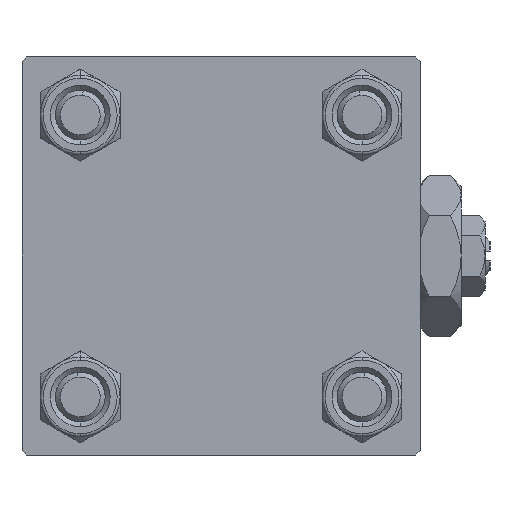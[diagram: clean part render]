
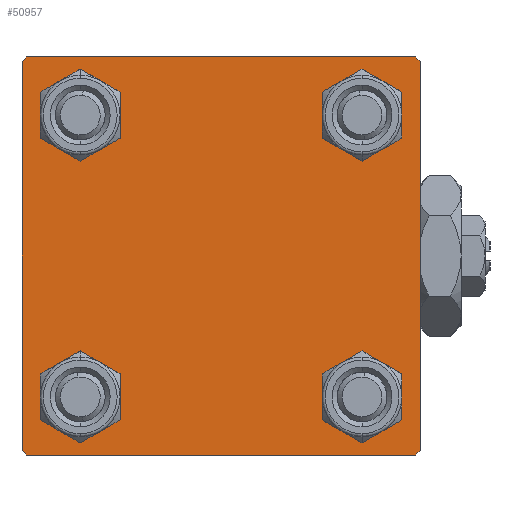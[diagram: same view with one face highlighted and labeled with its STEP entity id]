
A CAD part, left-side view. The second image highlights one B-rep face of the part: STEP entity #50957.
In plain terms, the highlighted planar face has unit normal (-1, 0, 0).
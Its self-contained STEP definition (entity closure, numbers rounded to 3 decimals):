
#68 = VERTEX_POINT ( 'NONE', #11905 ) ;
#875 = ORIENTED_EDGE ( 'NONE', *, *, #24421, .T. ) ;
#933 = DIRECTION ( 'NONE',  ( 0., 0., 1. ) ) ;
#1014 = AXIS2_PLACEMENT_3D ( 'NONE', #19051, #15371, #46814 ) ;
#1264 = DIRECTION ( 'NONE',  ( 0., 0., -1. ) ) ;
#1781 = DIRECTION ( 'NONE',  ( 0., 0.707, 0.707 ) ) ;
#1910 = EDGE_LOOP ( 'NONE', ( #18862, #24304 ) ) ;
#2033 = AXIS2_PLACEMENT_3D ( 'NONE', #41084, #44774, #933 ) ;
#2165 = DIRECTION ( 'NONE',  ( 0., 0., 1. ) ) ;
#4108 = EDGE_CURVE ( 'NONE', #21048, #6360, #5399, .T. ) ;
#4765 = DIRECTION ( 'NONE',  ( 0., 0., 1. ) ) ;
#4771 = CARTESIAN_POINT ( 'NONE',  ( 0., 14.15, -17.15 ) ) ;
#5399 = CIRCLE ( 'NONE', #2033, 3. ) ;
#5601 = CARTESIAN_POINT ( 'NONE',  ( 0., -14.15, -14.15 ) ) ;
#5715 = CARTESIAN_POINT ( 'NONE',  ( 0., 19.5, -20. ) ) ;
#6092 = CIRCLE ( 'NONE', #1014, 3. ) ;
#6111 = VERTEX_POINT ( 'NONE', #24385 ) ;
#6115 = PLANE ( 'NONE',  #42913 ) ;
#6183 = ORIENTED_EDGE ( 'NONE', *, *, #10280, .T. ) ;
#6360 = VERTEX_POINT ( 'NONE', #4771 ) ;
#6883 = FACE_BOUND ( 'NONE', #7524, .T. ) ;
#7069 = VERTEX_POINT ( 'NONE', #29319 ) ;
#7264 = EDGE_CURVE ( 'NONE', #9504, #31700, #45055, .T. ) ;
#7524 = EDGE_LOOP ( 'NONE', ( #43933, #36601 ) ) ;
#7557 = ORIENTED_EDGE ( 'NONE', *, *, #33879, .T. ) ;
#7901 = CARTESIAN_POINT ( 'NONE',  ( 0., 19.75, 19.75 ) ) ;
#8130 = ORIENTED_EDGE ( 'NONE', *, *, #36791, .T. ) ;
#8398 = DIRECTION ( 'NONE',  ( 0., 0., 1. ) ) ;
#9296 = LINE ( 'NONE', #33067, #47447 ) ;
#9374 = CARTESIAN_POINT ( 'NONE',  ( 0., -19.5, -20. ) ) ;
#9504 = VERTEX_POINT ( 'NONE', #5715 ) ;
#9616 = VECTOR ( 'NONE', #15301, 1000. ) ;
#9680 = CARTESIAN_POINT ( 'NONE',  ( 0., -19.75, 19.75 ) ) ;
#10027 = CIRCLE ( 'NONE', #31926, 3. ) ;
#10280 = EDGE_CURVE ( 'NONE', #29520, #10704, #29751, .T. ) ;
#10704 = VERTEX_POINT ( 'NONE', #29038 ) ;
#11101 = CARTESIAN_POINT ( 'NONE',  ( 0., -20., -19.5 ) ) ;
#11554 = DIRECTION ( 'NONE',  ( 0., 0., 1. ) ) ;
#11905 = CARTESIAN_POINT ( 'NONE',  ( 0., 19.5, 20. ) ) ;
#12501 = ORIENTED_EDGE ( 'NONE', *, *, #20847, .F. ) ;
#12612 = CARTESIAN_POINT ( 'NONE',  ( 0., 20., 20. ) ) ;
#13217 = ORIENTED_EDGE ( 'NONE', *, *, #30692, .T. ) ;
#13425 = DIRECTION ( 'NONE',  ( 0., 0., 1. ) ) ;
#13789 = VERTEX_POINT ( 'NONE', #24265 ) ;
#13915 = DIRECTION ( 'NONE',  ( 0., 0., -1. ) ) ;
#14458 = VERTEX_POINT ( 'NONE', #50350 ) ;
#14644 = AXIS2_PLACEMENT_3D ( 'NONE', #19464, #52220, #11554 ) ;
#14672 = CARTESIAN_POINT ( 'NONE',  ( 0., 14.15, 17.15 ) ) ;
#14760 = AXIS2_PLACEMENT_3D ( 'NONE', #20164, #28866, #41041 ) ;
#15301 = DIRECTION ( 'NONE',  ( 0., -1., 0. ) ) ;
#15371 = DIRECTION ( 'NONE',  ( 1., 0., 0. ) ) ;
#16161 = AXIS2_PLACEMENT_3D ( 'NONE', #33233, #29261, #13425 ) ;
#16266 = VERTEX_POINT ( 'NONE', #35251 ) ;
#16680 = CARTESIAN_POINT ( 'NONE',  ( 0., 20., -19.5 ) ) ;
#17594 = VERTEX_POINT ( 'NONE', #16680 ) ;
#18001 = FACE_OUTER_BOUND ( 'NONE', #36470, .T. ) ;
#18862 = ORIENTED_EDGE ( 'NONE', *, *, #4108, .T. ) ;
#19026 = CARTESIAN_POINT ( 'NONE',  ( 0., 0., 0. ) ) ;
#19051 = CARTESIAN_POINT ( 'NONE',  ( 0., 14.15, -14.15 ) ) ;
#19464 = CARTESIAN_POINT ( 'NONE',  ( 0., 14.15, 14.15 ) ) ;
#19753 = ORIENTED_EDGE ( 'NONE', *, *, #29178, .T. ) ;
#20164 = CARTESIAN_POINT ( 'NONE',  ( 0., -14.15, -14.15 ) ) ;
#20847 = EDGE_CURVE ( 'NONE', #29520, #29567, #33987, .T. ) ;
#21048 = VERTEX_POINT ( 'NONE', #21699 ) ;
#21383 = VECTOR ( 'NONE', #24276, 1000. ) ;
#21699 = CARTESIAN_POINT ( 'NONE',  ( 0., 14.15, -11.15 ) ) ;
#22109 = VECTOR ( 'NONE', #1264, 1000. ) ;
#22972 = AXIS2_PLACEMENT_3D ( 'NONE', #36660, #48557, #8398 ) ;
#23921 = VERTEX_POINT ( 'NONE', #29158 ) ;
#24265 = CARTESIAN_POINT ( 'NONE',  ( 0., -14.15, -11.15 ) ) ;
#24276 = DIRECTION ( 'NONE',  ( 0., 0.707, -0.707 ) ) ;
#24304 = ORIENTED_EDGE ( 'NONE', *, *, #25159, .T. ) ;
#24385 = CARTESIAN_POINT ( 'NONE',  ( 0., 20., 19.5 ) ) ;
#24421 = EDGE_CURVE ( 'NONE', #16266, #40348, #36400, .T. ) ;
#25159 = EDGE_CURVE ( 'NONE', #6360, #21048, #6092, .T. ) ;
#25509 = EDGE_LOOP ( 'NONE', ( #8130, #38554 ) ) ;
#26299 = CARTESIAN_POINT ( 'NONE',  ( 0., -20., 20. ) ) ;
#27306 = EDGE_CURVE ( 'NONE', #23921, #14458, #45760, .T. ) ;
#27867 = EDGE_CURVE ( 'NONE', #14458, #23921, #48325, .T. ) ;
#27928 = DIRECTION ( 'NONE',  ( 0., -1., 0. ) ) ;
#28866 = DIRECTION ( 'NONE',  ( 1., 0., 0. ) ) ;
#29038 = CARTESIAN_POINT ( 'NONE',  ( 0., -19.5, 20. ) ) ;
#29158 = CARTESIAN_POINT ( 'NONE',  ( 0., -14.15, 11.15 ) ) ;
#29178 = EDGE_CURVE ( 'NONE', #17594, #9504, #36356, .T. ) ;
#29182 = ORIENTED_EDGE ( 'NONE', *, *, #7264, .T. ) ;
#29237 = LINE ( 'NONE', #12612, #22109 ) ;
#29261 = DIRECTION ( 'NONE',  ( 1., 0., 0. ) ) ;
#29319 = CARTESIAN_POINT ( 'NONE',  ( 0., -14.15, -17.15 ) ) ;
#29364 = DIRECTION ( 'NONE',  ( 1., 0., 0. ) ) ;
#29520 = VERTEX_POINT ( 'NONE', #42563 ) ;
#29567 = VERTEX_POINT ( 'NONE', #11101 ) ;
#29751 = LINE ( 'NONE', #9680, #29980 ) ;
#29980 = VECTOR ( 'NONE', #1781, 1000. ) ;
#30073 = EDGE_CURVE ( 'NONE', #31700, #29567, #9296, .T. ) ;
#30400 = FACE_BOUND ( 'NONE', #39267, .T. ) ;
#30436 = VECTOR ( 'NONE', #13915, 1000. ) ;
#30636 = EDGE_CURVE ( 'NONE', #68, #10704, #32416, .T. ) ;
#30692 = EDGE_CURVE ( 'NONE', #6111, #17594, #29237, .T. ) ;
#31700 = VERTEX_POINT ( 'NONE', #9374 ) ;
#31926 = AXIS2_PLACEMENT_3D ( 'NONE', #5601, #29364, #49982 ) ;
#32365 = ORIENTED_EDGE ( 'NONE', *, *, #33549, .T. ) ;
#32383 = CARTESIAN_POINT ( 'NONE',  ( 0., 19.75, -19.75 ) ) ;
#32416 = LINE ( 'NONE', #44318, #37312 ) ;
#32648 = DIRECTION ( 'NONE',  ( 0., -0.707, -0.707 ) ) ;
#32766 = DIRECTION ( 'NONE',  ( 1., 0., 0. ) ) ;
#33067 = CARTESIAN_POINT ( 'NONE',  ( 0., -19.75, -19.75 ) ) ;
#33233 = CARTESIAN_POINT ( 'NONE',  ( 0., 14.15, 14.15 ) ) ;
#33523 = ORIENTED_EDGE ( 'NONE', *, *, #30636, .F. ) ;
#33549 = EDGE_CURVE ( 'NONE', #68, #6111, #43322, .T. ) ;
#33879 = EDGE_CURVE ( 'NONE', #40348, #16266, #37429, .T. ) ;
#33918 = VECTOR ( 'NONE', #32648, 1000. ) ;
#33987 = LINE ( 'NONE', #26299, #30436 ) ;
#35251 = CARTESIAN_POINT ( 'NONE',  ( 0., 14.15, 11.15 ) ) ;
#35875 = CIRCLE ( 'NONE', #14760, 3. ) ;
#36219 = CARTESIAN_POINT ( 'NONE',  ( 0., -14.15, 14.15 ) ) ;
#36356 = LINE ( 'NONE', #32383, #33918 ) ;
#36400 = CIRCLE ( 'NONE', #16161, 3. ) ;
#36470 = EDGE_LOOP ( 'NONE', ( #13217, #19753, #29182, #44879, #12501, #6183, #33523, #32365 ) ) ;
#36601 = ORIENTED_EDGE ( 'NONE', *, *, #27306, .T. ) ;
#36660 = CARTESIAN_POINT ( 'NONE',  ( 0., -14.15, 14.15 ) ) ;
#36791 = EDGE_CURVE ( 'NONE', #13789, #7069, #35875, .T. ) ;
#37044 = DIRECTION ( 'NONE',  ( 0., -0.707, 0.707 ) ) ;
#37312 = VECTOR ( 'NONE', #27928, 1000. ) ;
#37429 = CIRCLE ( 'NONE', #14644, 3. ) ;
#38554 = ORIENTED_EDGE ( 'NONE', *, *, #50815, .T. ) ;
#39267 = EDGE_LOOP ( 'NONE', ( #7557, #875 ) ) ;
#39614 = CARTESIAN_POINT ( 'NONE',  ( 0., 20., -20. ) ) ;
#40348 = VERTEX_POINT ( 'NONE', #14672 ) ;
#41041 = DIRECTION ( 'NONE',  ( 0., 0., 1. ) ) ;
#41084 = CARTESIAN_POINT ( 'NONE',  ( 0., 14.15, -14.15 ) ) ;
#42313 = FACE_BOUND ( 'NONE', #25509, .T. ) ;
#42563 = CARTESIAN_POINT ( 'NONE',  ( 0., -20., 19.5 ) ) ;
#42913 = AXIS2_PLACEMENT_3D ( 'NONE', #19026, #43086, #2165 ) ;
#43086 = DIRECTION ( 'NONE',  ( -1., 0., 0. ) ) ;
#43322 = LINE ( 'NONE', #7901, #21383 ) ;
#43933 = ORIENTED_EDGE ( 'NONE', *, *, #27867, .T. ) ;
#44318 = CARTESIAN_POINT ( 'NONE',  ( 0., 20., 20. ) ) ;
#44774 = DIRECTION ( 'NONE',  ( 1., 0., 0. ) ) ;
#44879 = ORIENTED_EDGE ( 'NONE', *, *, #30073, .T. ) ;
#45055 = LINE ( 'NONE', #39614, #9616 ) ;
#45760 = CIRCLE ( 'NONE', #22972, 3. ) ;
#46814 = DIRECTION ( 'NONE',  ( 0., 0., 1. ) ) ;
#47045 = FACE_BOUND ( 'NONE', #1910, .T. ) ;
#47447 = VECTOR ( 'NONE', #37044, 1000. ) ;
#47488 = AXIS2_PLACEMENT_3D ( 'NONE', #36219, #32766, #4765 ) ;
#48325 = CIRCLE ( 'NONE', #47488, 3. ) ;
#48557 = DIRECTION ( 'NONE',  ( 1., 0., 0. ) ) ;
#49982 = DIRECTION ( 'NONE',  ( 0., 0., 1. ) ) ;
#50350 = CARTESIAN_POINT ( 'NONE',  ( 0., -14.15, 17.15 ) ) ;
#50815 = EDGE_CURVE ( 'NONE', #7069, #13789, #10027, .T. ) ;
#50957 = ADVANCED_FACE ( 'NONE', ( #6883, #42313, #47045, #30400, #18001 ), #6115, .T. ) ;
#52220 = DIRECTION ( 'NONE',  ( 1., 0., 0. ) ) ;
